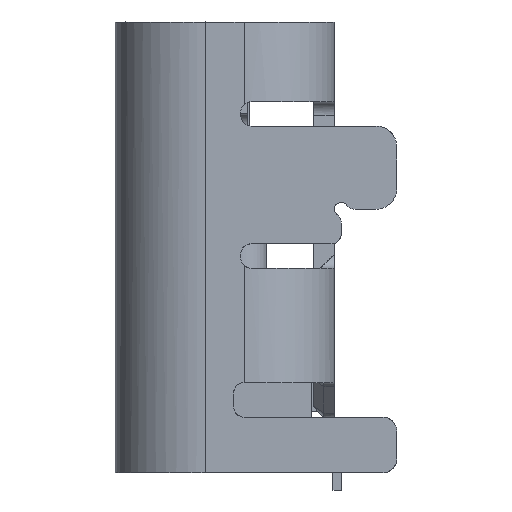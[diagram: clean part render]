
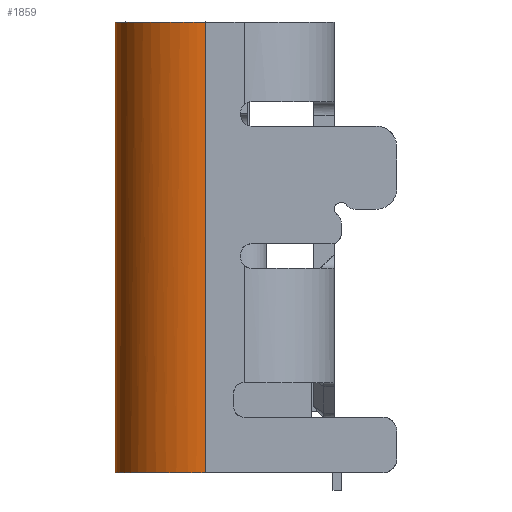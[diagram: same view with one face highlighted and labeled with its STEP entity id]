
A CAD part, left-side view. The second image highlights one B-rep face of the part: STEP entity #1859.
In plain terms, the highlighted cylindrical face has radius 1.3 mm (diameter 2.6 mm), a partial arc.
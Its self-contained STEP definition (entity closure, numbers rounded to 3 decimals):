
#1859=ADVANCED_FACE('NONE',(#4179),#4180,.T.);
#4179=FACE_OUTER_BOUND('',#6013,.T.);
#4180=CYLINDRICAL_SURFACE('',#6014,1.3);
#6013=EDGE_LOOP('',(#10089,#10090,#10091,#10092));
#6014=AXIS2_PLACEMENT_3D('',#10093,#10094,#10095);
#10089=ORIENTED_EDGE('',*,*,#15237,.F.);
#10090=ORIENTED_EDGE('',*,*,#15135,.F.);
#10091=ORIENTED_EDGE('',*,*,#15251,.T.);
#10092=ORIENTED_EDGE('',*,*,#15252,.T.);
#10093=CARTESIAN_POINT('',(-3.17,0.28,-6.63));
#10094=DIRECTION('',(0.0,0.0,-1.0));
#10095=DIRECTION('',(1.0,0.0,0.0));
#15135=EDGE_CURVE('NONE',#17637,#17639,#17640,.T.);
#15237=EDGE_CURVE('NONE',#17639,#17818,#17819,.T.);
#15251=EDGE_CURVE('NONE',#17637,#17845,#17846,.T.);
#15252=EDGE_CURVE('NONE',#17845,#17818,#17847,.T.);
#17637=VERTEX_POINT('NONE',#21129);
#17639=VERTEX_POINT('NONE',#21132);
#17640=LINE('',#21133,#21134);
#17818=VERTEX_POINT('NONE',#21498);
#17819=B_SPLINE_CURVE_WITH_KNOTS('',3,(#21499,#21500,#21501,#21502,#21503,#21504,#21505,#21506,#21507,#21508,#21509,#21510,#21511,#21512,#21513,#21514,#21515,#21516),.UNSPECIFIED.,.F.,.F.,(4,1,1,2,2,2,1,1,2,2,4),(0.0,0.125,0.188,0.219,0.25,0.5,0.625,0.688,0.719,0.75,1.0),.UNSPECIFIED.);
#17845=VERTEX_POINT('NONE',#21603);
#17846=B_SPLINE_CURVE_WITH_KNOTS('',3,(#21604,#21605,#21606,#21607,#21608,#21609,#21610,#21611,#21612,#21613),.UNSPECIFIED.,.F.,.F.,(4,2,2,2,4),(0.0,0.25,0.5,0.75,1.0),.UNSPECIFIED.);
#17847=LINE('',#21614,#21615);
#21129=CARTESIAN_POINT('',(-3.17,1.58,-6.5));
#21132=CARTESIAN_POINT('',(-3.17,1.58,0.0));
#21133=CARTESIAN_POINT('',(-3.17,1.58,-3.25));
#21134=VECTOR('',#25058,1000.0);
#21498=CARTESIAN_POINT('',(-4.47,0.28,0.0));
#21499=CARTESIAN_POINT('',(-3.17,1.58,0.0));
#21500=CARTESIAN_POINT('',(-3.253,1.58,0.));
#21501=CARTESIAN_POINT('',(-3.374,1.569,0.));
#21502=CARTESIAN_POINT('',(-3.513,1.535,0.));
#21503=CARTESIAN_POINT('',(-3.571,1.517,0.0));
#21504=CARTESIAN_POINT('',(-3.61,1.503,0.0));
#21505=CARTESIAN_POINT('',(-3.628,1.497,0.0));
#21506=CARTESIAN_POINT('',(-3.815,1.423,0.0));
#21507=CARTESIAN_POINT('',(-3.963,1.326,0.));
#21508=CARTESIAN_POINT('',(-4.153,1.136,0.));
#21509=CARTESIAN_POINT('',(-4.236,1.033,0.0));
#21510=CARTESIAN_POINT('',(-4.314,0.9,0.0));
#21511=CARTESIAN_POINT('',(-4.343,0.841,0.));
#21512=CARTESIAN_POINT('',(-4.362,0.8,0.0));
#21513=CARTESIAN_POINT('',(-4.371,0.778,0.0));
#21514=CARTESIAN_POINT('',(-4.44,0.605,0.0));
#21515=CARTESIAN_POINT('',(-4.47,0.445,0.0));
#21516=CARTESIAN_POINT('',(-4.47,0.28,0.0));
#21603=CARTESIAN_POINT('',(-4.47,0.28,-6.5));
#21604=CARTESIAN_POINT('',(-3.17,1.58,-6.5));
#21605=CARTESIAN_POINT('',(-3.34,1.58,-6.5));
#21606=CARTESIAN_POINT('',(-3.51,1.546,-6.5));
#21607=CARTESIAN_POINT('',(-3.825,1.416,-6.5));
#21608=CARTESIAN_POINT('',(-3.969,1.32,-6.5));
#21609=CARTESIAN_POINT('',(-4.21,1.079,-6.5));
#21610=CARTESIAN_POINT('',(-4.306,0.935,-6.5));
#21611=CARTESIAN_POINT('',(-4.436,0.62,-6.5));
#21612=CARTESIAN_POINT('',(-4.47,0.45,-6.5));
#21613=CARTESIAN_POINT('',(-4.47,0.28,-6.5));
#21614=CARTESIAN_POINT('',(-4.47,0.28,-6.63));
#21615=VECTOR('',#25173,1000.0);
#25058=DIRECTION('',(0.0,0.0,1.0));
#25173=DIRECTION('',(0.0,0.0,1.0));
